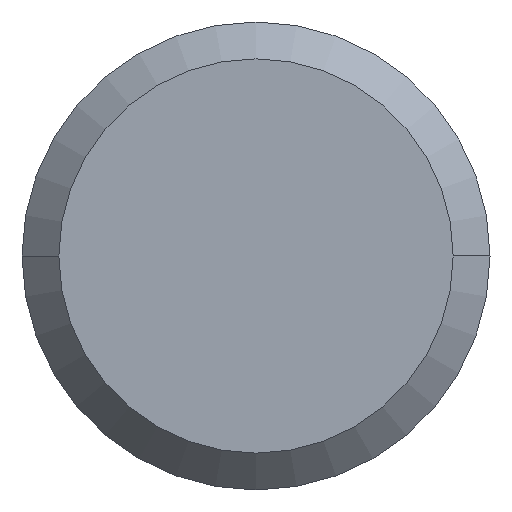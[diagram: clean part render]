
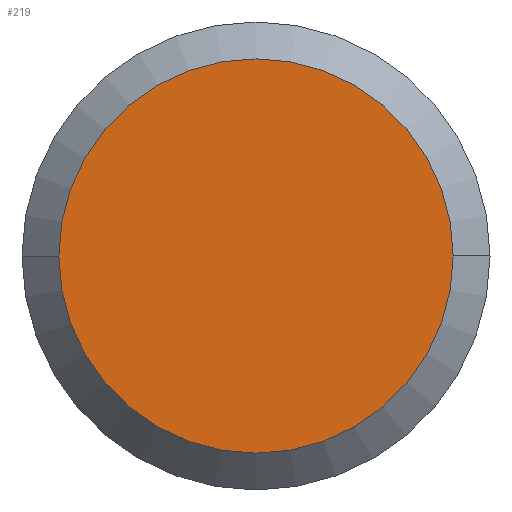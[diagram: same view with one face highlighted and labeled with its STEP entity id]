
A CAD part, left-side view. The second image highlights one B-rep face of the part: STEP entity #219.
In plain terms, the highlighted planar face has unit normal (-1, 0, 0).
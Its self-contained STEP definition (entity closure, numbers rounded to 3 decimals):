
#12 = DIRECTION ( 'NONE',  ( 1., 0., 0. ) ) ;
#23 = DIRECTION ( 'NONE',  ( 0., 1., 0. ) ) ;
#93 = CARTESIAN_POINT ( 'NONE',  ( -69.85, 0., 0. ) ) ;
#108 = ORIENTED_EDGE ( 'NONE', *, *, #222, .F. ) ;
#111 = EDGE_CURVE ( 'NONE', #139, #439, #350, .T. ) ;
#126 = DIRECTION ( 'NONE',  ( 1., 0., 0. ) ) ;
#132 = DIRECTION ( 'NONE',  ( -1., 0., 0. ) ) ;
#139 = VERTEX_POINT ( 'NONE', #306 ) ;
#144 = AXIS2_PLACEMENT_3D ( 'NONE', #164, #12, #149 ) ;
#149 = DIRECTION ( 'NONE',  ( 0., 1., 0. ) ) ;
#164 = CARTESIAN_POINT ( 'NONE',  ( -69.85, 0., 0. ) ) ;
#200 = PLANE ( 'NONE',  #339 ) ;
#219 = ADVANCED_FACE ( 'NONE', ( #343 ), #200, .T. ) ;
#222 = EDGE_CURVE ( 'NONE', #439, #139, #430, .T. ) ;
#260 = AXIS2_PLACEMENT_3D ( 'NONE', #347, #126, #23 ) ;
#306 = CARTESIAN_POINT ( 'NONE',  ( -69.85, -2.675, 0. ) ) ;
#333 = ORIENTED_EDGE ( 'NONE', *, *, #111, .F. ) ;
#339 = AXIS2_PLACEMENT_3D ( 'NONE', #93, #132, #351 ) ;
#343 = FACE_OUTER_BOUND ( 'NONE', #346, .T. ) ;
#346 = EDGE_LOOP ( 'NONE', ( #108, #333 ) ) ;
#347 = CARTESIAN_POINT ( 'NONE',  ( -69.85, 0., 0. ) ) ;
#350 = CIRCLE ( 'NONE', #144, 2.675 ) ;
#351 = DIRECTION ( 'NONE',  ( 0., -1., 0. ) ) ;
#393 = CARTESIAN_POINT ( 'NONE',  ( -69.85, 2.675, 0. ) ) ;
#430 = CIRCLE ( 'NONE', #260, 2.675 ) ;
#439 = VERTEX_POINT ( 'NONE', #393 ) ;
